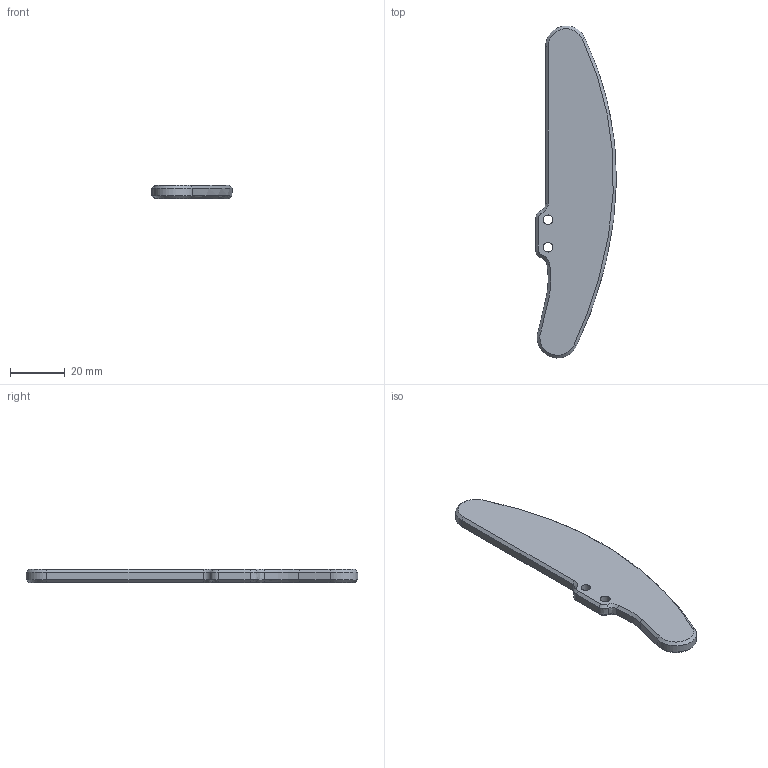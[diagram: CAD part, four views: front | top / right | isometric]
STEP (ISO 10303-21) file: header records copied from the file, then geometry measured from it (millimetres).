
FILE_DESCRIPTION(/* description */ (''),/* implementation_level */ '2;1');
FILE_NAME(/* name */ 'Shifter Paddle.step',/* time_stamp */ '2020-10-26T19:44:43-05:00',/* author */ (''),/* organization */ (''),/* preprocessor_version */ 'ST-DEVELOPER v18.1',/* originating_system */ 'Autodesk Translation Framework v9.3.0.1241',/* authorisation */ '');
FILE_SCHEMA (('AUTOMOTIVE_DESIGN { 1 0 10303 214 3 1 1 }'));
Length unit declared in the file: millimetre
Products named in the file (1): Shifter Paddle Left
Bounding box: 29.32 x 120.84 x 4.77 mm (x, y, z)
Volume: 11876 mm3; surface area: 6147 mm2
Topology: 1 solids, 1 shells, 37 faces, 83 edges, 48 vertices
Faces by surface type: bspline 12, plane 11, cone 8, cylinder 6
Full cylindrical faces by diameter (mm): 3.5 x2
Entity records: 1526 total; most frequent: CARTESIAN_POINT 734, ORIENTED_EDGE 166, DIRECTION 130, EDGE_CURVE 83, VERTEX_POINT 48, AXIS2_PLACEMENT_3D 46, EDGE_LOOP 41, LINE 38
